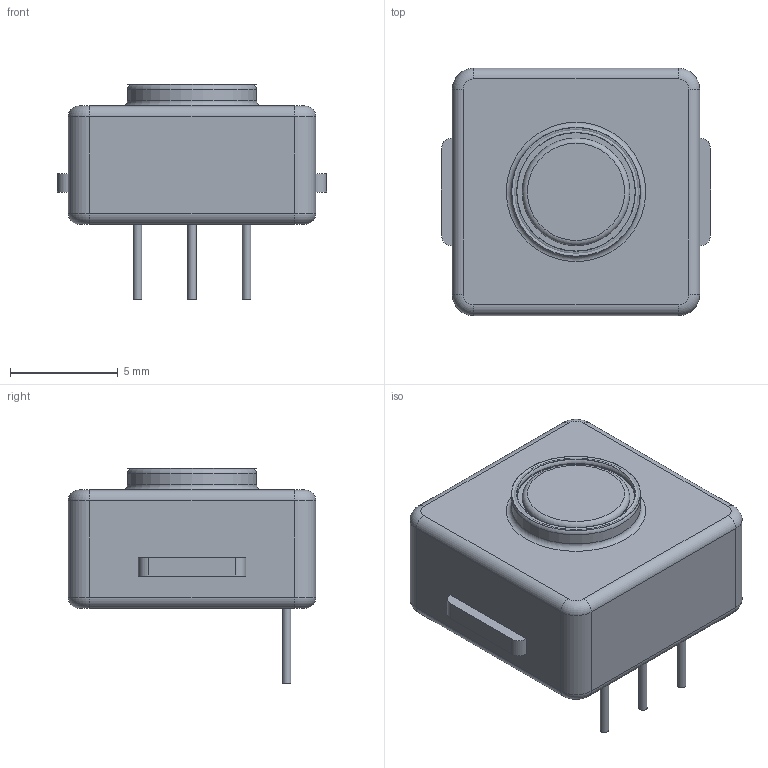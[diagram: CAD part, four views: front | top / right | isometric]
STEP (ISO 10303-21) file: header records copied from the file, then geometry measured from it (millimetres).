
FILE_DESCRIPTION(('FreeCAD Model'),'2;1');
FILE_NAME('Open CASCADE Shape Model','2025-02-10T01:10:43',('Author'),( ''),'Open CASCADE STEP processor 7.6','FreeCAD','Unknown');
FILE_SCHEMA(('AUTOMOTIVE_DESIGN { 1 0 10303 214 1 1 1 1 }'));
Length unit declared in the file: millimetre
Products named in the file (1): Body
Bounding box: 12.5 x 11.5 x 10 mm (x, y, z)
Surface area: 536.9 mm2 (no closed solid volume)
Topology: 0 solids, 2 shells, 58 faces, 121 edges, 75 vertices
Faces by surface type: plane 24, cylinder 22, torus 12
Full cylindrical faces by diameter (mm): 0.4 x3, 5 x1, 5.5 x1, 6 x1
Entity records: 3186 total; most frequent: CARTESIAN_POINT 579, DIRECTION 528, LINE 266, VECTOR 266, ORIENTED_EDGE 240, PCURVE 240, DEFINITIONAL_REPRESENTATION 240, AXIS2_PLACEMENT_3D 122
